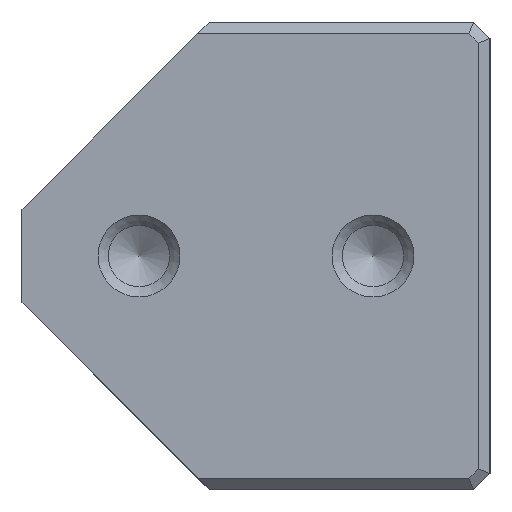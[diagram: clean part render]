
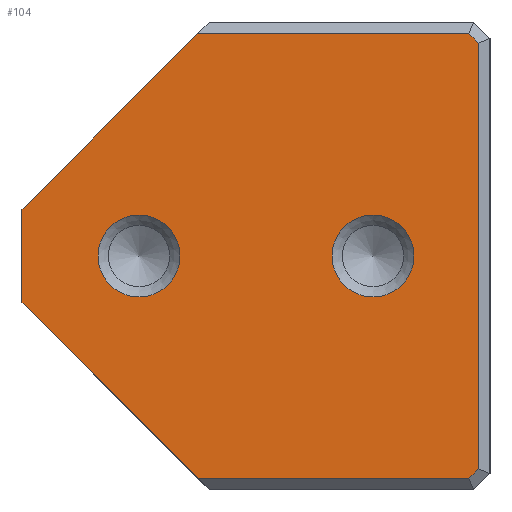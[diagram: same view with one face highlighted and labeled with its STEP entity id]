
A CAD part, left-side view. The second image highlights one B-rep face of the part: STEP entity #104.
In plain terms, the highlighted planar face has unit normal (-1, 0, 0).
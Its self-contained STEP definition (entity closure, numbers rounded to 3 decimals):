
#104=ADVANCED_FACE('',(#310,#311,#312),#181,.T.);
#181=PLANE('',#1106);
#216=LINE('',#1611,#262);
#217=LINE('',#1614,#263);
#218=LINE('',#1616,#264);
#219=LINE('',#1618,#265);
#220=LINE('',#1620,#266);
#221=LINE('',#1622,#267);
#222=LINE('',#1624,#268);
#223=LINE('',#1626,#269);
#262=VECTOR('',#1272,1.);
#263=VECTOR('',#1273,1.);
#264=VECTOR('',#1274,1.);
#265=VECTOR('',#1275,1.);
#266=VECTOR('',#1276,1.);
#267=VECTOR('',#1277,1.);
#268=VECTOR('',#1278,1.);
#269=VECTOR('',#1279,1.);
#310=FACE_BOUND('',#451,.T.);
#311=FACE_BOUND('',#452,.T.);
#312=FACE_BOUND('',#453,.T.);
#451=EDGE_LOOP('',(#609));
#452=EDGE_LOOP('',(#610));
#453=EDGE_LOOP('',(#611,#612,#613,#614,#615,#616,#617,#618));
#609=ORIENTED_EDGE('',*,*,#931,.T.);
#610=ORIENTED_EDGE('',*,*,#932,.T.);
#611=ORIENTED_EDGE('',*,*,#933,.T.);
#612=ORIENTED_EDGE('',*,*,#934,.T.);
#613=ORIENTED_EDGE('',*,*,#935,.T.);
#614=ORIENTED_EDGE('',*,*,#936,.T.);
#615=ORIENTED_EDGE('',*,*,#937,.T.);
#616=ORIENTED_EDGE('',*,*,#938,.T.);
#617=ORIENTED_EDGE('',*,*,#939,.T.);
#618=ORIENTED_EDGE('',*,*,#940,.F.);
#833=VERTEX_POINT('',#1608);
#834=VERTEX_POINT('',#1610);
#835=VERTEX_POINT('',#1612);
#836=VERTEX_POINT('',#1613);
#837=VERTEX_POINT('',#1615);
#838=VERTEX_POINT('',#1617);
#839=VERTEX_POINT('',#1619);
#840=VERTEX_POINT('',#1621);
#841=VERTEX_POINT('',#1623);
#842=VERTEX_POINT('',#1625);
#931=EDGE_CURVE('',#833,#833,#1035,.T.);
#932=EDGE_CURVE('',#834,#834,#1036,.T.);
#933=EDGE_CURVE('',#835,#836,#216,.T.);
#934=EDGE_CURVE('',#836,#837,#217,.T.);
#935=EDGE_CURVE('',#837,#838,#218,.T.);
#936=EDGE_CURVE('',#838,#839,#219,.T.);
#937=EDGE_CURVE('',#839,#840,#220,.T.);
#938=EDGE_CURVE('',#840,#841,#221,.T.);
#939=EDGE_CURVE('',#841,#842,#222,.T.);
#940=EDGE_CURVE('',#835,#842,#223,.T.);
#1035=CIRCLE('',#1104,3.5);
#1036=CIRCLE('',#1105,3.5);
#1104=AXIS2_PLACEMENT_3D('',#1607,#1268,#1269);
#1105=AXIS2_PLACEMENT_3D('',#1609,#1270,#1271);
#1106=AXIS2_PLACEMENT_3D('',#1627,#1280,#1281);
#1268=DIRECTION('',(1.,0.,0.));
#1269=DIRECTION('',(0.,0.,1.));
#1270=DIRECTION('',(1.,0.,0.));
#1271=DIRECTION('',(0.,0.,1.));
#1272=DIRECTION('',(0.,-0.707,-0.707));
#1273=DIRECTION('',(0.,-1.,0.));
#1274=DIRECTION('',(0.,-0.707,0.707));
#1275=DIRECTION('',(0.,0.,1.));
#1276=DIRECTION('',(0.,0.707,0.707));
#1277=DIRECTION('',(0.,1.,0.));
#1278=DIRECTION('',(0.,0.707,-0.707));
#1279=DIRECTION('',(0.,0.,1.));
#1280=DIRECTION('',(-1.,0.,0.));
#1281=DIRECTION('',(0.,0.,1.));
#1607=CARTESIAN_POINT('',(0.,30.,20.));
#1608=CARTESIAN_POINT('',(0.,30.,23.5));
#1609=CARTESIAN_POINT('',(0.,10.,20.));
#1610=CARTESIAN_POINT('',(0.,10.,23.5));
#1611=CARTESIAN_POINT('',(0.,22.,-2.));
#1612=CARTESIAN_POINT('',(0.,40.,16.));
#1613=CARTESIAN_POINT('',(0.,25.,1.));
#1614=CARTESIAN_POINT('',(0.,20.,1.));
#1615=CARTESIAN_POINT('',(0.,1.814,1.));
#1616=CARTESIAN_POINT('',(0.,11.407,-8.593));
#1617=CARTESIAN_POINT('',(0.,1.,1.814));
#1618=CARTESIAN_POINT('',(0.,1.,0.));
#1619=CARTESIAN_POINT('',(0.,1.,38.186));
#1620=CARTESIAN_POINT('',(0.,-8.593,28.593));
#1621=CARTESIAN_POINT('',(0.,1.814,39.));
#1622=CARTESIAN_POINT('',(0.,20.,39.));
#1623=CARTESIAN_POINT('',(0.,25.,39.));
#1624=CARTESIAN_POINT('',(0.,42.,22.));
#1625=CARTESIAN_POINT('',(0.,40.,24.));
#1626=CARTESIAN_POINT('',(0.,40.,0.));
#1627=CARTESIAN_POINT('',(0.,20.,0.));
